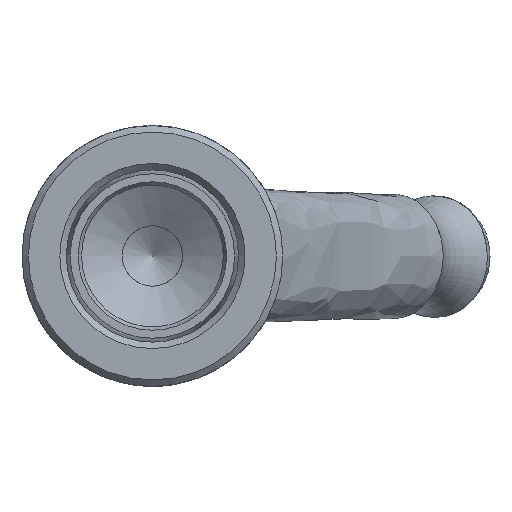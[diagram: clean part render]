
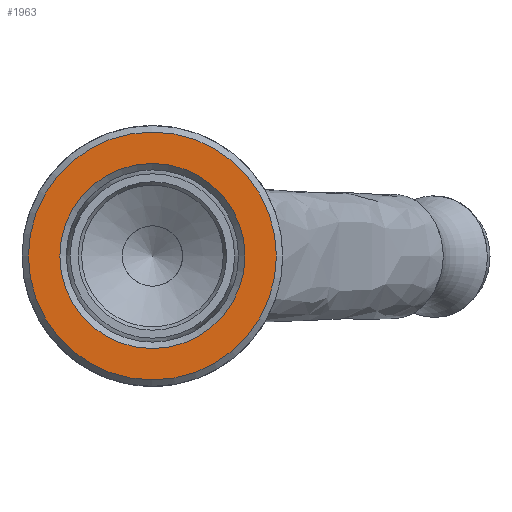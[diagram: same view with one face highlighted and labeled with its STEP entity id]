
A CAD part, left-side view. The second image highlights one B-rep face of the part: STEP entity #1963.
In plain terms, the highlighted planar face has unit normal (-1, 0, 0).
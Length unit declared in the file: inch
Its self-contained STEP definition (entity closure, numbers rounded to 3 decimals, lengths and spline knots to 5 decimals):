
#97=FACE_BOUND('',#355,.T.);
#130=PLANE('',#2202);
#228=FACE_OUTER_BOUND('',#354,.T.);
#354=EDGE_LOOP('',(#1610,#1611));
#355=EDGE_LOOP('',(#1612,#1613));
#719=CIRCLE('',#2200,0.575);
#720=CIRCLE('',#2201,0.575);
#721=CIRCLE('',#2203,0.77);
#722=CIRCLE('',#2204,0.77);
#886=VERTEX_POINT('',#3405);
#887=VERTEX_POINT('',#3407);
#888=VERTEX_POINT('',#3411);
#889=VERTEX_POINT('',#3412);
#1144=EDGE_CURVE('',#887,#886,#719,.T.);
#1145=EDGE_CURVE('',#886,#887,#720,.T.);
#1146=EDGE_CURVE('',#888,#889,#721,.T.);
#1147=EDGE_CURVE('',#889,#888,#722,.T.);
#1610=ORIENTED_EDGE('',*,*,#1146,.F.);
#1611=ORIENTED_EDGE('',*,*,#1147,.F.);
#1612=ORIENTED_EDGE('',*,*,#1144,.T.);
#1613=ORIENTED_EDGE('',*,*,#1145,.T.);
#1963=ADVANCED_FACE('',(#228,#97),#130,.T.);
#2200=AXIS2_PLACEMENT_3D('',#3408,#2683,#2684);
#2201=AXIS2_PLACEMENT_3D('',#3409,#2685,#2686);
#2202=AXIS2_PLACEMENT_3D('',#3410,#2687,#2688);
#2203=AXIS2_PLACEMENT_3D('',#3413,#2689,#2690);
#2204=AXIS2_PLACEMENT_3D('',#3414,#2691,#2692);
#2683=DIRECTION('center_axis',(1.,0.,0.));
#2684=DIRECTION('ref_axis',(0.,1.,0.));
#2685=DIRECTION('center_axis',(1.,0.,0.));
#2686=DIRECTION('ref_axis',(0.,1.,0.));
#2687=DIRECTION('center_axis',(-1.,0.,0.));
#2688=DIRECTION('ref_axis',(0.,0.,1.));
#2689=DIRECTION('center_axis',(1.,0.,0.));
#2690=DIRECTION('ref_axis',(0.,1.,0.));
#2691=DIRECTION('center_axis',(1.,0.,0.));
#2692=DIRECTION('ref_axis',(0.,1.,0.));
#3405=CARTESIAN_POINT('',(0.,-0.575,0.));
#3407=CARTESIAN_POINT('',(0.,0.575,0.));
#3408=CARTESIAN_POINT('Origin',(0.,0.,0.));
#3409=CARTESIAN_POINT('Origin',(0.,0.,0.));
#3410=CARTESIAN_POINT('Origin',(0.,0.6725,0.));
#3411=CARTESIAN_POINT('',(0.,0.77,0.));
#3412=CARTESIAN_POINT('',(0.,-0.77,0.));
#3413=CARTESIAN_POINT('Origin',(0.,0.,0.));
#3414=CARTESIAN_POINT('Origin',(0.,0.,0.));
